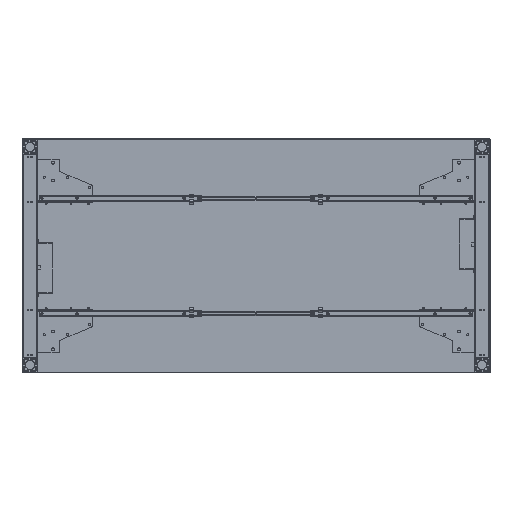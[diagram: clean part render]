
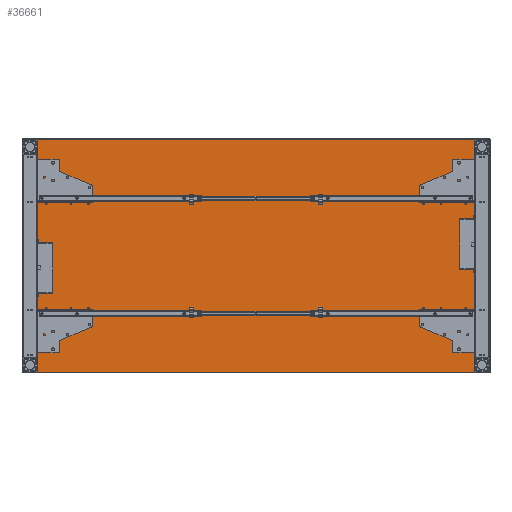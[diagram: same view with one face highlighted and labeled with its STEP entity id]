
A CAD part, front view. The second image highlights one B-rep face of the part: STEP entity #36661.
In plain terms, the highlighted planar face has unit normal (0, -1, 0).
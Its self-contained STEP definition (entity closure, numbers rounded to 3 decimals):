
#190 = CARTESIAN_POINT ( 'NONE',  ( 799., 705., 399. ) ) ;
#3747 = ORIENTED_EDGE ( 'NONE', *, *, #6550, .T. ) ;
#4698 = LINE ( 'NONE', #33406, #42608 ) ;
#4929 = EDGE_LOOP ( 'NONE', ( #3747, #36708, #5276, #15762 ) ) ;
#5276 = ORIENTED_EDGE ( 'NONE', *, *, #19493, .T. ) ;
#6550 = EDGE_CURVE ( 'NONE', #26395, #18656, #18289, .T. ) ;
#8899 = DIRECTION ( 'NONE',  ( 0., 0., -1. ) ) ;
#11219 = CARTESIAN_POINT ( 'NONE',  ( -799., 705., -400. ) ) ;
#11320 = AXIS2_PLACEMENT_3D ( 'NONE', #30311, #41152, #8899 ) ;
#15501 = DIRECTION ( 'NONE',  ( 1., 0., 0. ) ) ;
#15762 = ORIENTED_EDGE ( 'NONE', *, *, #41168, .T. ) ;
#15930 = PLANE ( 'NONE',  #11320 ) ;
#18010 = VERTEX_POINT ( 'NONE', #190 ) ;
#18289 = LINE ( 'NONE', #11219, #31696 ) ;
#18656 = VERTEX_POINT ( 'NONE', #30491 ) ;
#19493 = EDGE_CURVE ( 'NONE', #20677, #18010, #34772, .T. ) ;
#20677 = VERTEX_POINT ( 'NONE', #22641 ) ;
#22641 = CARTESIAN_POINT ( 'NONE',  ( 799., 705., -399. ) ) ;
#23490 = DIRECTION ( 'NONE',  ( -1., 0., 0. ) ) ;
#26012 = EDGE_CURVE ( 'NONE', #18656, #20677, #4698, .T. ) ;
#26395 = VERTEX_POINT ( 'NONE', #31605 ) ;
#30311 = CARTESIAN_POINT ( 'NONE',  ( 0., 705., 0. ) ) ;
#30491 = CARTESIAN_POINT ( 'NONE',  ( -799., 705., -399. ) ) ;
#31605 = CARTESIAN_POINT ( 'NONE',  ( -799., 705., 399. ) ) ;
#31696 = VECTOR ( 'NONE', #46562, 1000. ) ;
#33406 = CARTESIAN_POINT ( 'NONE',  ( 800., 705., -399. ) ) ;
#34098 = CARTESIAN_POINT ( 'NONE',  ( -800., 705., 399. ) ) ;
#34772 = LINE ( 'NONE', #45623, #42546 ) ;
#36661 = ADVANCED_FACE ( 'NONE', ( #44679 ), #15930, .T. ) ;
#36708 = ORIENTED_EDGE ( 'NONE', *, *, #26012, .T. ) ;
#37185 = VECTOR ( 'NONE', #23490, 1000. ) ;
#40738 = DIRECTION ( 'NONE',  ( 0., 0., 1. ) ) ;
#41152 = DIRECTION ( 'NONE',  ( 0., -1., 0. ) ) ;
#41168 = EDGE_CURVE ( 'NONE', #18010, #26395, #41384, .T. ) ;
#41384 = LINE ( 'NONE', #34098, #37185 ) ;
#42546 = VECTOR ( 'NONE', #40738, 1000. ) ;
#42608 = VECTOR ( 'NONE', #15501, 1000. ) ;
#44679 = FACE_OUTER_BOUND ( 'NONE', #4929, .T. ) ;
#45623 = CARTESIAN_POINT ( 'NONE',  ( 799., 705., 400. ) ) ;
#46562 = DIRECTION ( 'NONE',  ( 0., 0., -1. ) ) ;
